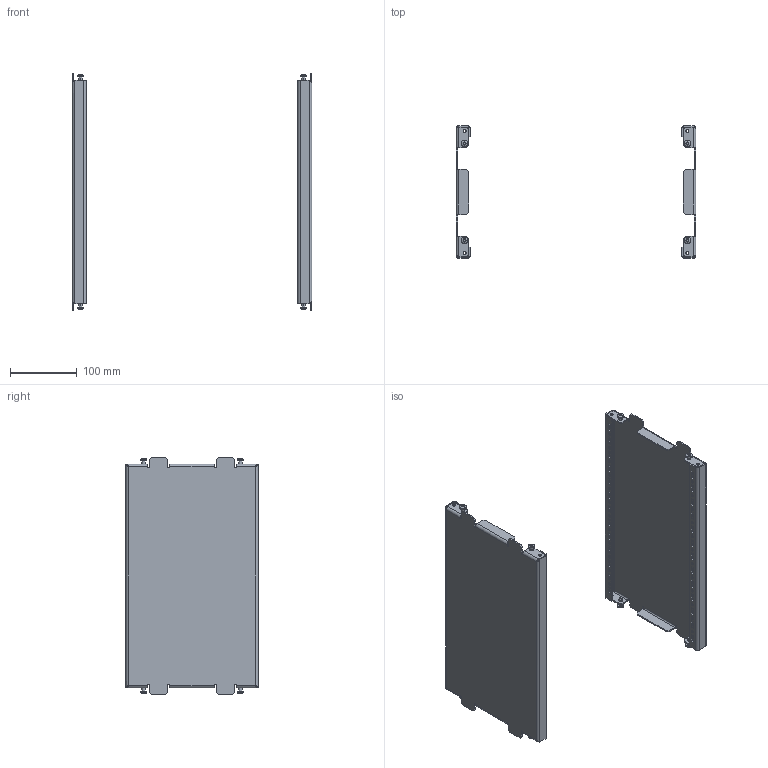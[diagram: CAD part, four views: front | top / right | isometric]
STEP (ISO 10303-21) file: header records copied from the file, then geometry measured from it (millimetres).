
FILE_DESCRIPTION (( 'STEP AP203' ), '1' );
FILE_NAME ('UR13623210050 Ýëåìåíòû áîêîâûå öîêîëÿ 200ìì RS52 00.50 RAL7021 (2øò) (000.136.072-01).STEP', '2022-04-14T05:56:27', ( '' ), ( '' ), 'SwSTEP 2.0', 'SolidWorks 2017', '' );
FILE_SCHEMA (( 'CONFIG_CONTROL_DESIGN' ));
Length unit declared in the file: millimetre
Products named in the file (3): UR13623210050 Ýëåìåíòû áîêîâûå öîêîëÿ 200ìì RS52 00.50 RAL7021 (2øò) (000.136.072-01); 070-70 Ïàíåëü öîêîëÿ_01 (00.50); Âèíò DIN 7500 C TORX_Œ5å12
Assembly tree (10 placements, depth 2):
  UR13623210050 Ýëåìåíòû áîêîâûå öîêîëÿ 200ìì RS52 00.50 RAL7021 (2øò) (000.136.072-01)
    070-70 Ïàíåëü öîêîëÿ_01 (00.50)  x2
    Âèíò DIN 7500 C TORX_Œ5å12  x8
Bounding box: 359 x 198 x 354.8 mm (x, y, z)
Volume: 362240.1 mm3; surface area: 373737.6 mm2
Topology: 10 solids, 10 shells, 924 faces, 2528 edges, 1632 vertices
Faces by surface type: plane 532, cylinder 328, cone 32, bspline 16, sphere 16
Entity records: 11845 total; most frequent: CARTESIAN_POINT 2436, ORIENTED_EDGE 1856, DIRECTION 1777, EDGE_CURVE 928, VECTOR 663, LINE 663, VERTEX_POINT 594, AXIS2_PLACEMENT_3D 557
